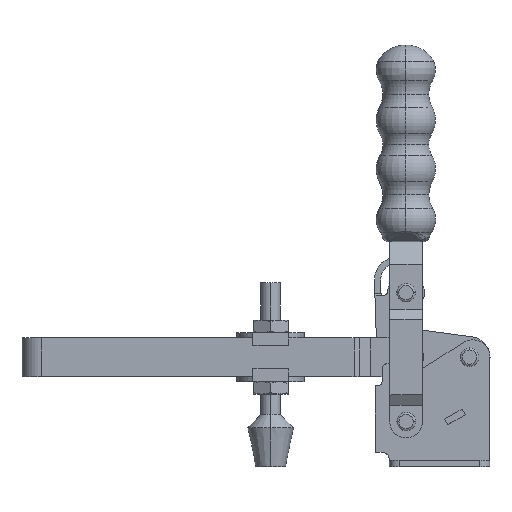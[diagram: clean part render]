
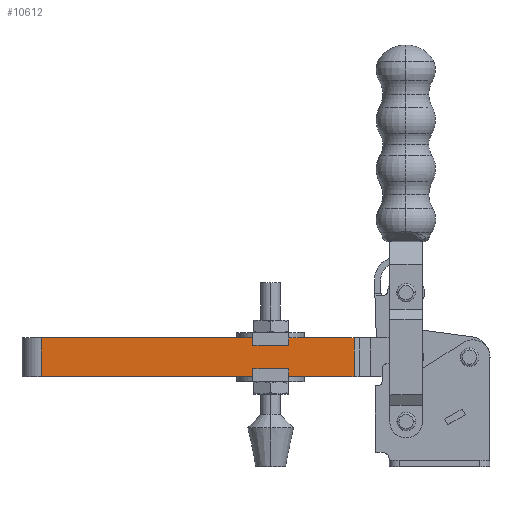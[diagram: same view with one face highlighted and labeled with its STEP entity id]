
A CAD part, top view. The second image highlights one B-rep face of the part: STEP entity #10612.
In plain terms, the highlighted face is planar.
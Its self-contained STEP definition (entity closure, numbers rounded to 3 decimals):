
#41 = ORIENTED_EDGE ( 'NONE', *, *, #3407, .T. ) ;
#236 = DIRECTION ( 'NONE',  ( -1., 0., 0. ) ) ;
#249 = DIRECTION ( 'NONE',  ( 0., 1., 0. ) ) ;
#311 = LINE ( 'NONE', #9920, #2958 ) ;
#421 = PLANE ( 'NONE',  #6699 ) ;
#425 = CARTESIAN_POINT ( 'NONE',  ( -219.296, -9.5, 28. ) ) ;
#962 = DIRECTION ( 'NONE',  ( 0., 0., -1. ) ) ;
#1044 = CARTESIAN_POINT ( 'NONE',  ( -66.487, -9.5, 28. ) ) ;
#1229 = VECTOR ( 'NONE', #11677, 1000. ) ;
#1261 = CARTESIAN_POINT ( 'NONE',  ( -52.279, -9.5, 4.5 ) ) ;
#1471 = VERTEX_POINT ( 'NONE', #4233 ) ;
#2593 = CARTESIAN_POINT ( 'NONE',  ( -219.296, -9.5, 4.5 ) ) ;
#2958 = VECTOR ( 'NONE', #9842, 1000. ) ;
#2960 = EDGE_LOOP ( 'NONE', ( #41, #6266, #12342, #6114 ) ) ;
#3001 = EDGE_CURVE ( 'NONE', #1471, #6471, #311, .T. ) ;
#3407 = EDGE_CURVE ( 'NONE', #4247, #11973, #9921, .T. ) ;
#3855 = LINE ( 'NONE', #11923, #1229 ) ;
#4202 = DIRECTION ( 'NONE',  ( 1., 0., 0. ) ) ;
#4233 = CARTESIAN_POINT ( 'NONE',  ( -66.487, -9.5, 23.5 ) ) ;
#4247 = VERTEX_POINT ( 'NONE', #2593 ) ;
#5244 = EDGE_CURVE ( 'NONE', #1471, #11973, #8921, .T. ) ;
#6114 = ORIENTED_EDGE ( 'NONE', *, *, #6206, .T. ) ;
#6206 = EDGE_CURVE ( 'NONE', #6471, #4247, #3855, .T. ) ;
#6266 = ORIENTED_EDGE ( 'NONE', *, *, #5244, .F. ) ;
#6283 = VECTOR ( 'NONE', #962, 1000. ) ;
#6471 = VERTEX_POINT ( 'NONE', #9913 ) ;
#6699 = AXIS2_PLACEMENT_3D ( 'NONE', #425, #249, #236 ) ;
#8921 = LINE ( 'NONE', #1044, #6283 ) ;
#9842 = DIRECTION ( 'NONE',  ( -1., 0., 0. ) ) ;
#9913 = CARTESIAN_POINT ( 'NONE',  ( -219.296, -9.5, 23.5 ) ) ;
#9920 = CARTESIAN_POINT ( 'NONE',  ( -52.279, -9.5, 23.5 ) ) ;
#9921 = LINE ( 'NONE', #1261, #12262 ) ;
#10456 = CARTESIAN_POINT ( 'NONE',  ( -66.487, -9.5, 4.5 ) ) ;
#10506 = FACE_OUTER_BOUND ( 'NONE', #2960, .T. ) ;
#10612 = ADVANCED_FACE ( 'NONE', ( #10506 ), #421, .F. ) ;
#11677 = DIRECTION ( 'NONE',  ( 0., 0., -1. ) ) ;
#11923 = CARTESIAN_POINT ( 'NONE',  ( -219.296, -9.5, 28. ) ) ;
#11973 = VERTEX_POINT ( 'NONE', #10456 ) ;
#12262 = VECTOR ( 'NONE', #4202, 1000. ) ;
#12342 = ORIENTED_EDGE ( 'NONE', *, *, #3001, .T. ) ;
